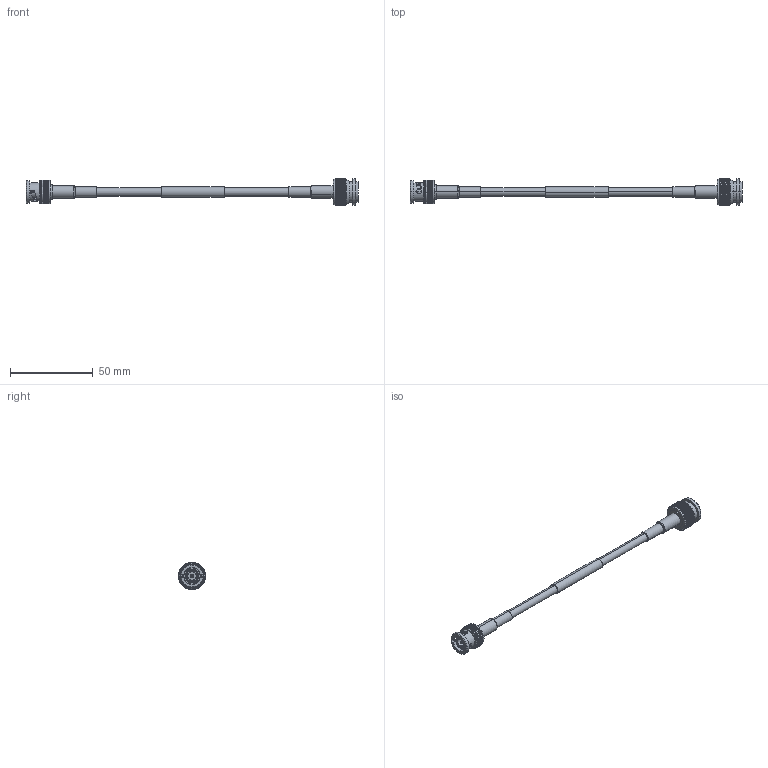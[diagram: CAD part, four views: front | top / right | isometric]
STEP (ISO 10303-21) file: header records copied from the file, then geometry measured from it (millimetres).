
FILE_DESCRIPTION (( 'STEP AP214' ), '1' );
FILE_NAME ('FMHR0118_3D.step', '2024-07-11T16:36:14', ( '' ), ( '' ), 'SwSTEP 2.0', 'SolidWorks 2022', '' );
FILE_SCHEMA (( 'AUTOMOTIVE_DESIGN' ));
Length unit declared in the file: inch
Products named in the file (7): Copy of PE3M0118-XXX^FMHR0118; Copy of PE-Z201^FMHR0118; Copy of M39012-16-0013-00795^FMHR0118; Coax^FMHR0118; Copy of M39012-26-0010-00795^FMHR0118; FMHR0118_3D; Copy of PE-Z202^FMHR0118
Assembly tree (6 placements, depth 2):
  FMHR0118_3D
    Coax^FMHR0118
    Copy of M39012-16-0013-00795^FMHR0118
    Copy of M39012-26-0010-00795^FMHR0118
    Copy of PE-Z201^FMHR0118
    Copy of PE-Z202^FMHR0118
    Copy of PE3M0118-XXX^FMHR0118
Bounding box: 200.94 x 16.33 x 16.33 mm (x, y, z)
Volume: 7840 mm3; surface area: 12009.6 mm2
Topology: 6 solids, 6 shells, 2983 faces, 6682 edges, 3766 vertices
Faces by surface type: bspline 1870, cylinder 801, plane 249, cone 46, torus 17
Entity records: 216264 total; most frequent: CARTESIAN_POINT 169913, ORIENTED_EDGE 13356, EDGE_CURVE 6678, DIRECTION 4834, VERTEX_POINT 3766, EDGE_LOOP 3058, ADVANCED_FACE 2983, FACE_OUTER_BOUND 2983
